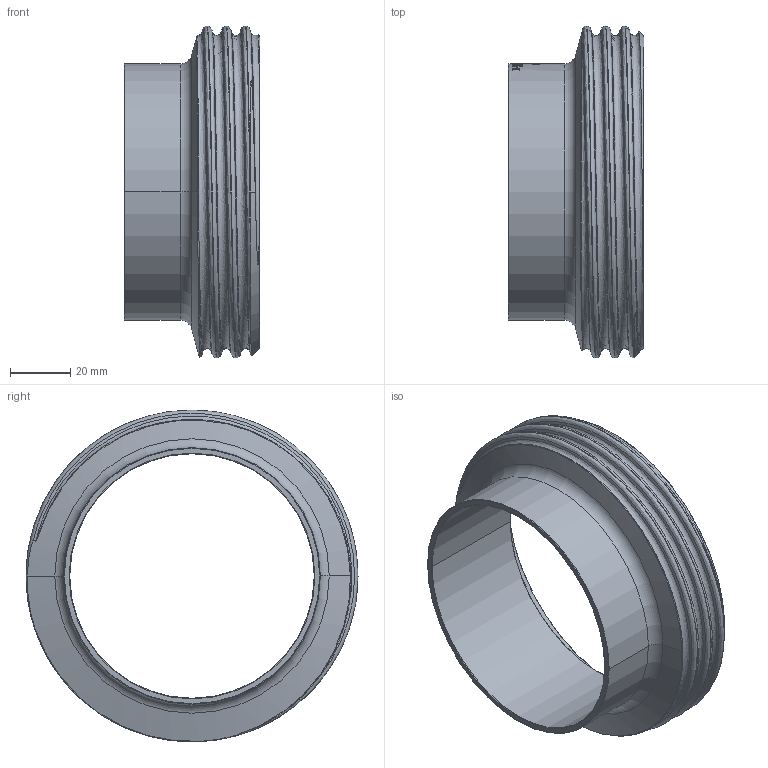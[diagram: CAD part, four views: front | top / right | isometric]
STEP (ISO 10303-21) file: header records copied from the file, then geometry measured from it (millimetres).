
FILE_DESCRIPTION (( 'STEP AP214' ), '1' );
FILE_NAME ('GL-213-080-x Gewindestutzen DIN11851 SC85 x2,0 1709.STEP', '2017-08-29T09:09:55', ( '' ), ( '' ), 'SwSTEP 2.0', 'SolidWorks 2016', '' );
FILE_SCHEMA (( 'AUTOMOTIVE_DESIGN' ));
Length unit declared in the file: millimetre
Products named in the file (1): GL-213-080-x Gewindestutzen DIN11851 SC85 x2,0 1709
Bounding box: 45 x 110 x 110 mm (x, y, z)
Volume: 72276.9 mm3; surface area: 36290.3 mm2
Topology: 1 solids, 1 shells, 242 faces, 627 edges, 409 vertices
Faces by surface type: bspline 120, plane 51, cylinder 41, torus 23, cone 7
Entity records: 28301 total; most frequent: CARTESIAN_POINT 21447, ORIENTED_EDGE 1252, EDGE_CURVE 626, DIRECTION 586, VERTEX_POINT 409, B_SPLINE_CURVE_WITH_KNOTS 392, EDGE_LOOP 267, AXIS2_PLACEMENT_3D 245
